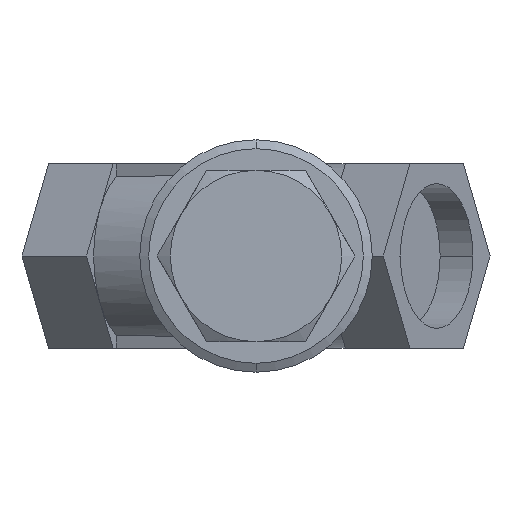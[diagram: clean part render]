
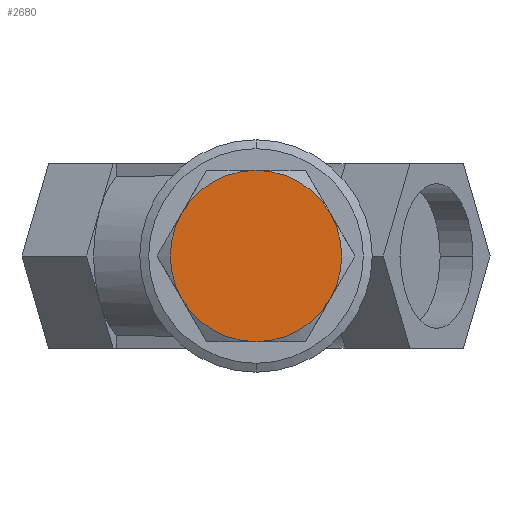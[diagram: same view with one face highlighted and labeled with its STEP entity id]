
A CAD part, front view. The second image highlights one B-rep face of the part: STEP entity #2680.
In plain terms, the highlighted planar face has unit normal (0, -1, 0).
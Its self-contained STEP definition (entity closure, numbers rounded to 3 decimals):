
#89 = EDGE_CURVE ( 'NONE', #783, #2474, #1239, .T. ) ;
#132 = VERTEX_POINT ( 'NONE', #3507 ) ;
#167 = EDGE_CURVE ( 'NONE', #2474, #2718, #1771, .T. ) ;
#231 = AXIS2_PLACEMENT_3D ( 'NONE', #3187, #2060, #378 ) ;
#297 = CARTESIAN_POINT ( 'NONE',  ( 0., -108., 0. ) ) ;
#372 = CARTESIAN_POINT ( 'NONE',  ( 24.898, -108., -14.375 ) ) ;
#378 = DIRECTION ( 'NONE',  ( 0., 0., 1. ) ) ;
#560 = ORIENTED_EDGE ( 'NONE', *, *, #3489, .F. ) ;
#580 = CIRCLE ( 'NONE', #697, 28.75 ) ;
#642 = CIRCLE ( 'NONE', #2708, 28.75 ) ;
#658 = DIRECTION ( 'NONE',  ( 0., 1., 0. ) ) ;
#697 = AXIS2_PLACEMENT_3D ( 'NONE', #839, #854, #1938 ) ;
#707 = AXIS2_PLACEMENT_3D ( 'NONE', #3468, #658, #2090 ) ;
#780 = FACE_OUTER_BOUND ( 'NONE', #3439, .T. ) ;
#783 = VERTEX_POINT ( 'NONE', #3642 ) ;
#839 = CARTESIAN_POINT ( 'NONE',  ( 0., -108., 0. ) ) ;
#854 = DIRECTION ( 'NONE',  ( 0., -1., 0. ) ) ;
#874 = DIRECTION ( 'NONE',  ( 0., 0., 1. ) ) ;
#886 = CARTESIAN_POINT ( 'NONE',  ( 0., -108., 0. ) ) ;
#984 = ORIENTED_EDGE ( 'NONE', *, *, #1987, .F. ) ;
#1038 = PLANE ( 'NONE',  #1590 ) ;
#1094 = DIRECTION ( 'NONE',  ( 0., 0., 1. ) ) ;
#1222 = VERTEX_POINT ( 'NONE', #1679 ) ;
#1239 = CIRCLE ( 'NONE', #2886, 28.75 ) ;
#1358 = DIRECTION ( 'NONE',  ( 0., 0., 1. ) ) ;
#1590 = AXIS2_PLACEMENT_3D ( 'NONE', #3015, #2427, #1358 ) ;
#1651 = VERTEX_POINT ( 'NONE', #372 ) ;
#1679 = CARTESIAN_POINT ( 'NONE',  ( 24.898, -108., 14.375 ) ) ;
#1691 = DIRECTION ( 'NONE',  ( 0., 1., 0. ) ) ;
#1771 = CIRCLE ( 'NONE', #707, 28.75 ) ;
#1789 = ORIENTED_EDGE ( 'NONE', *, *, #89, .F. ) ;
#1814 = CIRCLE ( 'NONE', #231, 28.75 ) ;
#1938 = DIRECTION ( 'NONE',  ( 0., 0., -1. ) ) ;
#1987 = EDGE_CURVE ( 'NONE', #132, #1222, #1814, .T. ) ;
#2060 = DIRECTION ( 'NONE',  ( 0., 1., 0. ) ) ;
#2090 = DIRECTION ( 'NONE',  ( 0., 0., 1. ) ) ;
#2101 = ORIENTED_EDGE ( 'NONE', *, *, #3174, .T. ) ;
#2157 = ORIENTED_EDGE ( 'NONE', *, *, #167, .F. ) ;
#2189 = ORIENTED_EDGE ( 'NONE', *, *, #2392, .F. ) ;
#2223 = AXIS2_PLACEMENT_3D ( 'NONE', #2519, #1691, #874 ) ;
#2269 = DIRECTION ( 'NONE',  ( 0., 1., 0. ) ) ;
#2392 = EDGE_CURVE ( 'NONE', #1222, #1651, #3406, .T. ) ;
#2427 = DIRECTION ( 'NONE',  ( 0., 1., 0. ) ) ;
#2474 = VERTEX_POINT ( 'NONE', #3480 ) ;
#2519 = CARTESIAN_POINT ( 'NONE',  ( 0., -108., 0. ) ) ;
#2546 = DIRECTION ( 'NONE',  ( 0., 1., 0. ) ) ;
#2564 = DIRECTION ( 'NONE',  ( 0., 0., 1. ) ) ;
#2680 = ADVANCED_FACE ( 'NONE', ( #780 ), #1038, .F. ) ;
#2708 = AXIS2_PLACEMENT_3D ( 'NONE', #886, #2269, #1094 ) ;
#2718 = VERTEX_POINT ( 'NONE', #3307 ) ;
#2886 = AXIS2_PLACEMENT_3D ( 'NONE', #297, #2546, #2564 ) ;
#3015 = CARTESIAN_POINT ( 'NONE',  ( 16.599, -108., -28.75 ) ) ;
#3174 = EDGE_CURVE ( 'NONE', #783, #1651, #580, .T. ) ;
#3187 = CARTESIAN_POINT ( 'NONE',  ( 0., -108., 0. ) ) ;
#3307 = CARTESIAN_POINT ( 'NONE',  ( -24.898, -108., 14.375 ) ) ;
#3406 = CIRCLE ( 'NONE', #2223, 28.75 ) ;
#3439 = EDGE_LOOP ( 'NONE', ( #984, #560, #2157, #1789, #2101, #2189 ) ) ;
#3468 = CARTESIAN_POINT ( 'NONE',  ( 0., -108., 0. ) ) ;
#3480 = CARTESIAN_POINT ( 'NONE',  ( -24.898, -108., -14.375 ) ) ;
#3489 = EDGE_CURVE ( 'NONE', #2718, #132, #642, .T. ) ;
#3507 = CARTESIAN_POINT ( 'NONE',  ( 0., -108., 28.75 ) ) ;
#3642 = CARTESIAN_POINT ( 'NONE',  ( 0., -108., -28.75 ) ) ;
